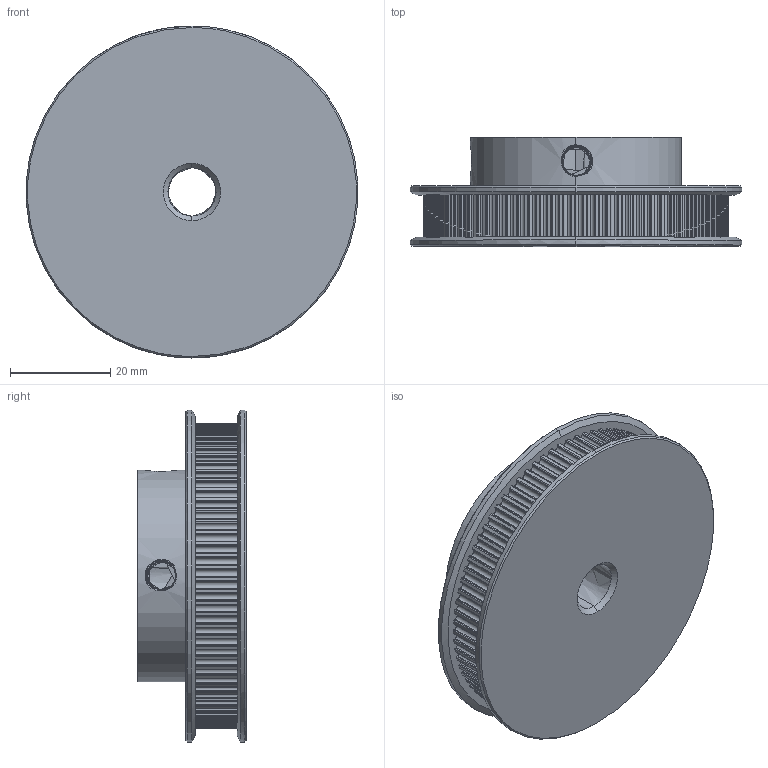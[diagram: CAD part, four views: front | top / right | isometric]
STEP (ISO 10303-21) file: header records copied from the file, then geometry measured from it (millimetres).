
FILE_DESCRIPTION(('FreeCAD Model'),'2;1');
FILE_NAME('Open CASCADE Shape Model','2025-05-02T19:04:54',('FreeCAD'),( 'FreeCAD'),'Open CASCADE STEP processor 7.6','FreeCAD','Unknown');
FILE_SCHEMA(('AUTOMOTIVE_DESIGN { 1 0 10303 214 1 1 1 1 }'));
Products named in the file (1): Open CASCADE STEP translator 7.6 1
Bounding box: 66.02 x 21.65 x 66.14 mm (x, y, z)
Volume: 46714.6 mm3; surface area: 13617 mm2
Topology: 1 solids, 1 shells, 680 faces, 2019 edges, 1342 vertices
Faces by surface type: bspline 680
Entity records: 49005 total; most frequent: CARTESIAN_POINT 38257, ORIENTED_EDGE 4038, EDGE_CURVE 2019, VERTEX_POINT 1342, B_SPLINE_CURVE_WITH_KNOTS 1113, FACE_BOUND 687, EDGE_LOOP 687, ADVANCED_FACE 680
